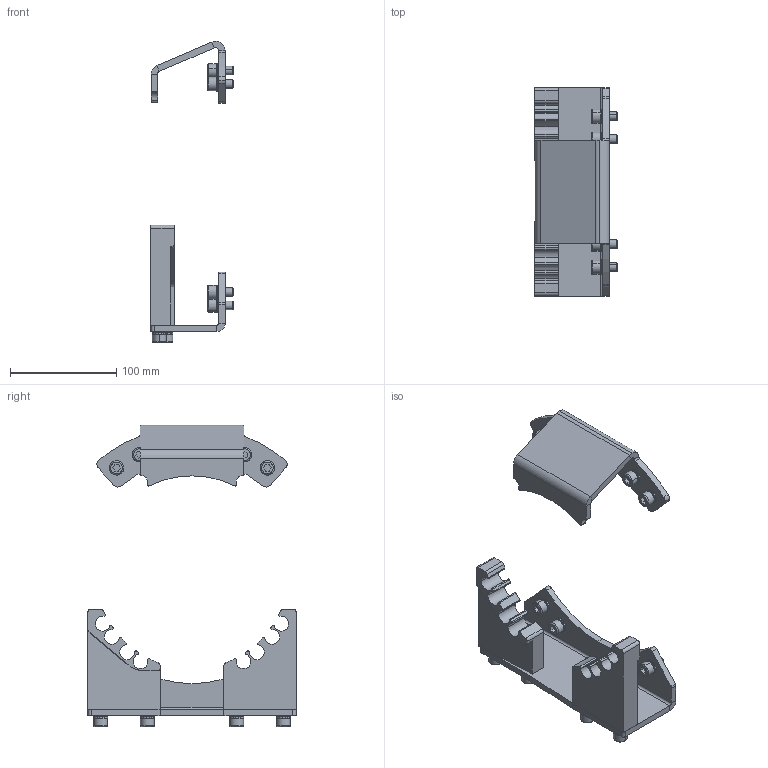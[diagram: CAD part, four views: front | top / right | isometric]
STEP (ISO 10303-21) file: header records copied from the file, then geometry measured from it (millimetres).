
FILE_DESCRIPTION (( 'STEP AP203' ), '1' );
FILE_NAME ('P1614A.STEP', '2019-05-20T13:34:12', ( 'admin' ), ( '' ), 'SwSTEP 2.0', 'SolidWorks 2017', '' );
FILE_SCHEMA (( 'CONFIG_CONTROL_DESIGN' ));
Products named in the file (1): P1614A
Bounding box: 77.5 x 196 x 283.57 mm (x, y, z)
Volume: 363910.1 mm3; surface area: 128227.7 mm2
Topology: 28 solids, 28 shells, 1851 faces, 5045 edges, 3270 vertices
Faces by surface type: plane 1537, cylinder 258, cone 32, torus 24
Entity records: 57628 total; most frequent: CARTESIAN_POINT 11497, ORIENTED_EDGE 10074, DIRECTION 9021, EDGE_CURVE 5037, VECTOR 3865, LINE 3865, VERTEX_POINT 3270, AXIS2_PLACEMENT_3D 2578
